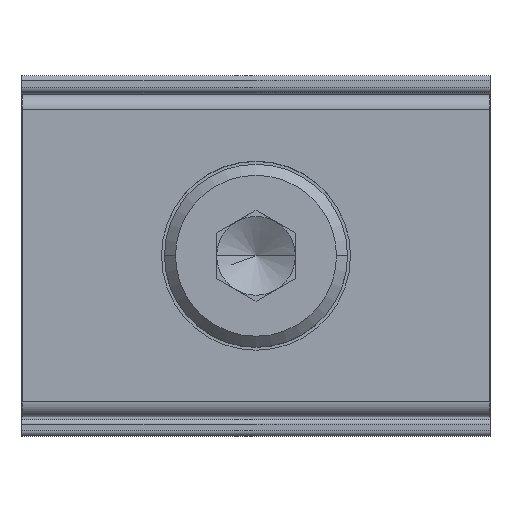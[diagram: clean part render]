
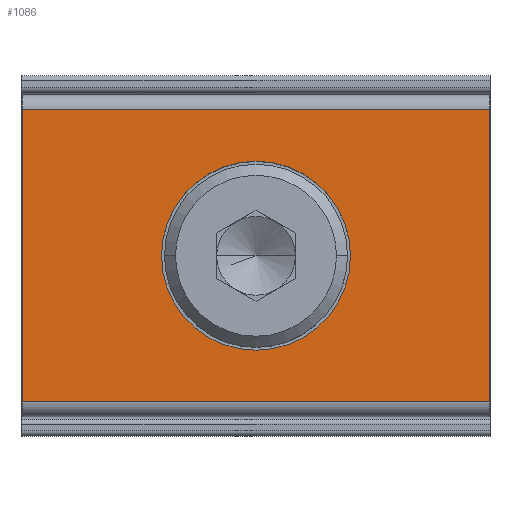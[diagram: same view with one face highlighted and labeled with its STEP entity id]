
A CAD part, top view. The second image highlights one B-rep face of the part: STEP entity #1086.
In plain terms, the highlighted planar face has unit normal (0, 0, 1).
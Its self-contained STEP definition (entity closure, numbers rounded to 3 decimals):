
#33 = LINE ( 'NONE', #1329, #2818 ) ;
#62 = DIRECTION ( 'NONE',  ( 0., 0., 1. ) ) ;
#66 = CARTESIAN_POINT ( 'NONE',  ( 5.931, -3.709, 5.969 ) ) ;
#69 = ORIENTED_EDGE ( 'NONE', *, *, #2199, .F. ) ;
#120 = ORIENTED_EDGE ( 'NONE', *, *, #269, .T. ) ;
#166 = LINE ( 'NONE', #2401, #1229 ) ;
#269 = EDGE_CURVE ( 'NONE', #1555, #810, #1171, .T. ) ;
#312 = EDGE_CURVE ( 'NONE', #1555, #1085, #2051, .T. ) ;
#326 = AXIS2_PLACEMENT_3D ( 'NONE', #2498, #62, #2060 ) ;
#361 = FACE_BOUND ( 'NONE', #1374, .T. ) ;
#423 = CARTESIAN_POINT ( 'NONE',  ( 5.931, -3.709, 5.969 ) ) ;
#584 = FACE_OUTER_BOUND ( 'NONE', #1630, .T. ) ;
#619 = CARTESIAN_POINT ( 'NONE',  ( -5.931, -3.709, 5.969 ) ) ;
#628 = DIRECTION ( 'NONE',  ( -1., 0., 0. ) ) ;
#690 = AXIS2_PLACEMENT_3D ( 'NONE', #2461, #2626, #628 ) ;
#810 = VERTEX_POINT ( 'NONE', #2466 ) ;
#867 = DIRECTION ( 'NONE',  ( 0., -1., 0. ) ) ;
#899 = ORIENTED_EDGE ( 'NONE', *, *, #2115, .T. ) ;
#945 = DIRECTION ( 'NONE',  ( 0., -1., 0. ) ) ;
#957 = DIRECTION ( 'NONE',  ( -1., 0., 0. ) ) ;
#1054 = EDGE_CURVE ( 'NONE', #1085, #1168, #166, .T. ) ;
#1078 = DIRECTION ( 'NONE',  ( 0., 0., -1. ) ) ;
#1085 = VERTEX_POINT ( 'NONE', #2607 ) ;
#1086 = ADVANCED_FACE ( 'NONE', ( #584, #361 ), #1232, .F. ) ;
#1168 = VERTEX_POINT ( 'NONE', #619 ) ;
#1171 = LINE ( 'NONE', #1389, #2264 ) ;
#1229 = VECTOR ( 'NONE', #1715, 1000. ) ;
#1232 = PLANE ( 'NONE',  #1758 ) ;
#1236 = VECTOR ( 'NONE', #945, 1000. ) ;
#1251 = ORIENTED_EDGE ( 'NONE', *, *, #2323, .F. ) ;
#1329 = CARTESIAN_POINT ( 'NONE',  ( -5.931, -3.709, 5.969 ) ) ;
#1374 = EDGE_LOOP ( 'NONE', ( #1251, #69 ) ) ;
#1389 = CARTESIAN_POINT ( 'NONE',  ( 5.931, 3.709, 5.969 ) ) ;
#1526 = VERTEX_POINT ( 'NONE', #2416 ) ;
#1555 = VERTEX_POINT ( 'NONE', #1836 ) ;
#1621 = CIRCLE ( 'NONE', #326, 2.4 ) ;
#1630 = EDGE_LOOP ( 'NONE', ( #899, #2069, #2710, #120 ) ) ;
#1715 = DIRECTION ( 'NONE',  ( -1., 0., 0. ) ) ;
#1758 = AXIS2_PLACEMENT_3D ( 'NONE', #423, #1078, #1920 ) ;
#1836 = CARTESIAN_POINT ( 'NONE',  ( 5.931, 3.709, 5.969 ) ) ;
#1920 = DIRECTION ( 'NONE',  ( -1., 0., 0. ) ) ;
#2051 = LINE ( 'NONE', #66, #1236 ) ;
#2060 = DIRECTION ( 'NONE',  ( -1., 0., 0. ) ) ;
#2069 = ORIENTED_EDGE ( 'NONE', *, *, #1054, .F. ) ;
#2115 = EDGE_CURVE ( 'NONE', #810, #1168, #33, .T. ) ;
#2199 = EDGE_CURVE ( 'NONE', #1526, #2235, #2593, .T. ) ;
#2235 = VERTEX_POINT ( 'NONE', #2661 ) ;
#2264 = VECTOR ( 'NONE', #957, 1000. ) ;
#2323 = EDGE_CURVE ( 'NONE', #2235, #1526, #1621, .T. ) ;
#2401 = CARTESIAN_POINT ( 'NONE',  ( 5.931, -3.709, 5.969 ) ) ;
#2416 = CARTESIAN_POINT ( 'NONE',  ( -2.4, 0., 5.969 ) ) ;
#2461 = CARTESIAN_POINT ( 'NONE',  ( 0., 0., 5.969 ) ) ;
#2466 = CARTESIAN_POINT ( 'NONE',  ( -5.931, 3.709, 5.969 ) ) ;
#2498 = CARTESIAN_POINT ( 'NONE',  ( 0., 0., 5.969 ) ) ;
#2593 = CIRCLE ( 'NONE', #690, 2.4 ) ;
#2607 = CARTESIAN_POINT ( 'NONE',  ( 5.931, -3.709, 5.969 ) ) ;
#2626 = DIRECTION ( 'NONE',  ( 0., 0., 1. ) ) ;
#2661 = CARTESIAN_POINT ( 'NONE',  ( 2.4, 0., 5.969 ) ) ;
#2710 = ORIENTED_EDGE ( 'NONE', *, *, #312, .F. ) ;
#2818 = VECTOR ( 'NONE', #867, 1000. ) ;
